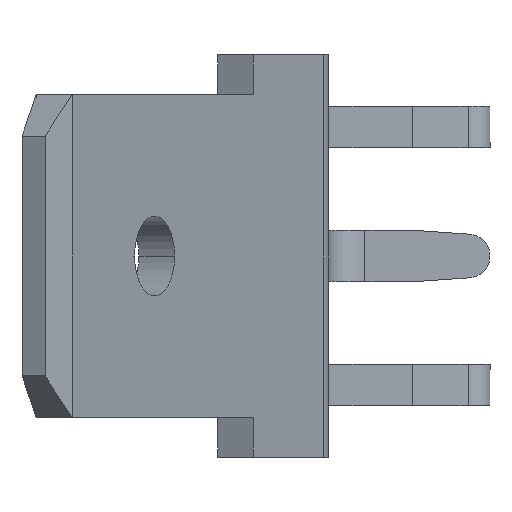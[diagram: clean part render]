
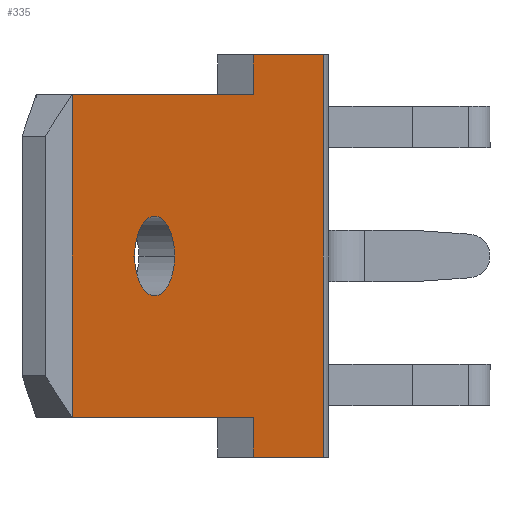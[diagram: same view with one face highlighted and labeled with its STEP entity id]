
A CAD part, left-side view. The second image highlights one B-rep face of the part: STEP entity #335.
In plain terms, the highlighted planar face has unit normal (-0.5, -0.866, 0).
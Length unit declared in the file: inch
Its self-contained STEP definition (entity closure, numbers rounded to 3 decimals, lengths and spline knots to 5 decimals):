
#53 = EDGE_LOOP ( 'NONE', ( #325, #277 ) ) ;
#55 = VERTEX_POINT ( 'NONE', #974 ) ;
#62 = EDGE_CURVE ( 'NONE', #55, #95, #1053, .T. ) ;
#95 = VERTEX_POINT ( 'NONE', #1019 ) ;
#181 = VERTEX_POINT ( 'NONE', #1318 ) ;
#184 = EDGE_CURVE ( 'NONE', #181, #223, #1325, .T. ) ;
#216 = VERTEX_POINT ( 'NONE', #1220 ) ;
#223 = VERTEX_POINT ( 'NONE', #1279 ) ;
#277 = ORIENTED_EDGE ( 'NONE', *, *, #62, .T. ) ;
#278 = VERTEX_POINT ( 'NONE', #1386 ) ;
#279 = ORIENTED_EDGE ( 'NONE', *, *, #323, .T. ) ;
#316 = EDGE_CURVE ( 'NONE', #216, #328, #1408, .T. ) ;
#317 = ORIENTED_EDGE ( 'NONE', *, *, #318, .T. ) ;
#318 = EDGE_CURVE ( 'NONE', #324, #319, #1404, .T. ) ;
#319 = VERTEX_POINT ( 'NONE', #1384 ) ;
#320 = ORIENTED_EDGE ( 'NONE', *, *, #321, .T. ) ;
#321 = EDGE_CURVE ( 'NONE', #319, #322, #1383, .T. ) ;
#322 = VERTEX_POINT ( 'NONE', #1379 ) ;
#323 = EDGE_CURVE ( 'NONE', #278, #324, #1465, .T. ) ;
#324 = VERTEX_POINT ( 'NONE', #1461 ) ;
#325 = ORIENTED_EDGE ( 'NONE', *, *, #332, .T. ) ;
#326 = ORIENTED_EDGE ( 'NONE', *, *, #327, .T. ) ;
#327 = EDGE_CURVE ( 'NONE', #322, #328, #1460, .T. ) ;
#328 = VERTEX_POINT ( 'NONE', #1453 ) ;
#329 = ORIENTED_EDGE ( 'NONE', *, *, #316, .F. ) ;
#332 = EDGE_CURVE ( 'NONE', #95, #55, #1449, .T. ) ;
#333 = EDGE_LOOP ( 'NONE', ( #279, #317, #320, #326, #329, #821, #795, #796 ) ) ;
#335 = ADVANCED_FACE ( 'NONE', ( #1426, #1425 ), #1424, .T. ) ;
#795 = ORIENTED_EDGE ( 'NONE', *, *, #184, .T. ) ;
#796 = ORIENTED_EDGE ( 'NONE', *, *, #797, .T. ) ;
#797 = EDGE_CURVE ( 'NONE', #223, #278, #2233, .T. ) ;
#821 = ORIENTED_EDGE ( 'NONE', *, *, #822, .F. ) ;
#822 = EDGE_CURVE ( 'NONE', #181, #216, #2239, .T. ) ;
#974 = CARTESIAN_POINT ( 'NONE',  ( -0.42698, 0.1195, 0.156 ) ) ;
#1019 = CARTESIAN_POINT ( 'NONE',  ( -0.48067, 0.1505, 0.156 ) ) ;
#1049 = AXIS2_PLACEMENT_3D ( 'NONE', #1057, #1056, #1055 ) ;
#1053 = CIRCLE ( 'NONE', #1049, 0.031 ) ;
#1055 = DIRECTION ( 'NONE',  ( -0.866, 0.5, 0. ) ) ;
#1056 = DIRECTION ( 'NONE',  ( 0.5, 0.866, 0. ) ) ;
#1057 = CARTESIAN_POINT ( 'NONE',  ( -0.45383, 0.135, 0.156 ) ) ;
#1220 = CARTESIAN_POINT ( 'NONE',  ( -0.22743, 0.00429, 0. ) ) ;
#1248 = DIRECTION ( 'NONE',  ( -0.866, 0.5, 0. ) ) ;
#1249 = VECTOR ( 'NONE', #1248, 39.37008 ) ;
#1250 = CARTESIAN_POINT ( 'NONE',  ( -0.22, 0., 0.312 ) ) ;
#1279 = CARTESIAN_POINT ( 'NONE',  ( -0.32132, 0.0585, 0.312 ) ) ;
#1318 = CARTESIAN_POINT ( 'NONE',  ( -0.22743, 0.00429, 0.312 ) ) ;
#1325 = LINE ( 'NONE', #1250, #1249 ) ;
#1379 = CARTESIAN_POINT ( 'NONE',  ( -0.32132, 0.0585, 0.031 ) ) ;
#1380 = DIRECTION ( 'NONE',  ( 0.866, -0.5, 0. ) ) ;
#1381 = VECTOR ( 'NONE', #1380, 39.37008 ) ;
#1382 = CARTESIAN_POINT ( 'NONE',  ( -0.59239, 0.215, 0.031 ) ) ;
#1383 = LINE ( 'NONE', #1382, #1381 ) ;
#1384 = CARTESIAN_POINT ( 'NONE',  ( -0.56468, 0.199, 0.031 ) ) ;
#1385 = DIRECTION ( 'NONE',  ( 0., 0., -1. ) ) ;
#1386 = CARTESIAN_POINT ( 'NONE',  ( -0.32132, 0.0585, 0.281 ) ) ;
#1402 = VECTOR ( 'NONE', #1385, 39.37008 ) ;
#1403 = CARTESIAN_POINT ( 'NONE',  ( -0.56468, 0.199, 0.312 ) ) ;
#1404 = LINE ( 'NONE', #1403, #1402 ) ;
#1405 = DIRECTION ( 'NONE',  ( -0.866, 0.5, 0. ) ) ;
#1406 = VECTOR ( 'NONE', #1405, 39.37008 ) ;
#1407 = CARTESIAN_POINT ( 'NONE',  ( -0.22, 0., 0. ) ) ;
#1408 = LINE ( 'NONE', #1407, #1406 ) ;
#1419 = DIRECTION ( 'NONE',  ( 0.866, -0.5, 0. ) ) ;
#1420 = DIRECTION ( 'NONE',  ( -0.5, -0.866, 0. ) ) ;
#1422 = CARTESIAN_POINT ( 'NONE',  ( -0.22, 0., 0.312 ) ) ;
#1423 = AXIS2_PLACEMENT_3D ( 'NONE', #1422, #1420, #1419 ) ;
#1424 = PLANE ( 'NONE',  #1423 ) ;
#1425 = FACE_OUTER_BOUND ( 'NONE', #333, .T. ) ;
#1426 = FACE_BOUND ( 'NONE', #53, .T. ) ;
#1445 = DIRECTION ( 'NONE',  ( -0.866, 0.5, 0. ) ) ;
#1446 = DIRECTION ( 'NONE',  ( 0.5, 0.866, 0. ) ) ;
#1447 = CARTESIAN_POINT ( 'NONE',  ( -0.45383, 0.135, 0.156 ) ) ;
#1448 = AXIS2_PLACEMENT_3D ( 'NONE', #1447, #1446, #1445 ) ;
#1449 = CIRCLE ( 'NONE', #1448, 0.031 ) ;
#1453 = CARTESIAN_POINT ( 'NONE',  ( -0.32132, 0.0585, 0. ) ) ;
#1454 = DIRECTION ( 'NONE',  ( 0., 0., -1. ) ) ;
#1455 = VECTOR ( 'NONE', #1454, 39.37008 ) ;
#1456 = CARTESIAN_POINT ( 'NONE',  ( -0.32132, 0.0585, 0.031 ) ) ;
#1460 = LINE ( 'NONE', #1456, #1455 ) ;
#1461 = CARTESIAN_POINT ( 'NONE',  ( -0.56468, 0.199, 0.281 ) ) ;
#1462 = DIRECTION ( 'NONE',  ( -0.866, 0.5, 0. ) ) ;
#1463 = VECTOR ( 'NONE', #1462, 39.37008 ) ;
#1464 = CARTESIAN_POINT ( 'NONE',  ( -0.59239, 0.215, 0.281 ) ) ;
#1465 = LINE ( 'NONE', #1464, #1463 ) ;
#2115 = DIRECTION ( 'NONE',  ( 0., 0., -1. ) ) ;
#2116 = VECTOR ( 'NONE', #2115, 39.37008 ) ;
#2230 = DIRECTION ( 'NONE',  ( 0., 0., -1. ) ) ;
#2231 = VECTOR ( 'NONE', #2230, 39.37008 ) ;
#2232 = CARTESIAN_POINT ( 'NONE',  ( -0.32132, 0.0585, 0.281 ) ) ;
#2233 = LINE ( 'NONE', #2232, #2231 ) ;
#2238 = CARTESIAN_POINT ( 'NONE',  ( -0.22743, 0.00429, 0.312 ) ) ;
#2239 = LINE ( 'NONE', #2238, #2116 ) ;
